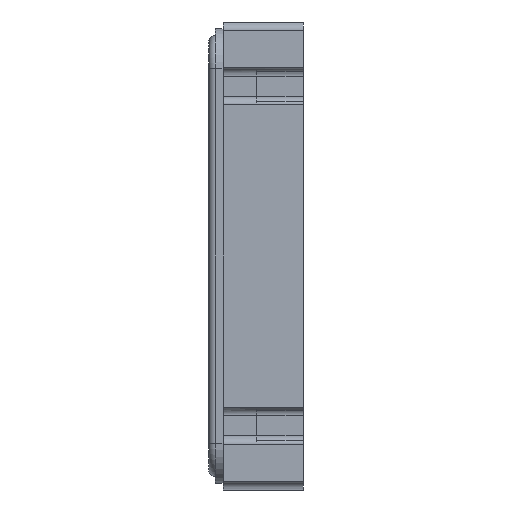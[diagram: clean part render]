
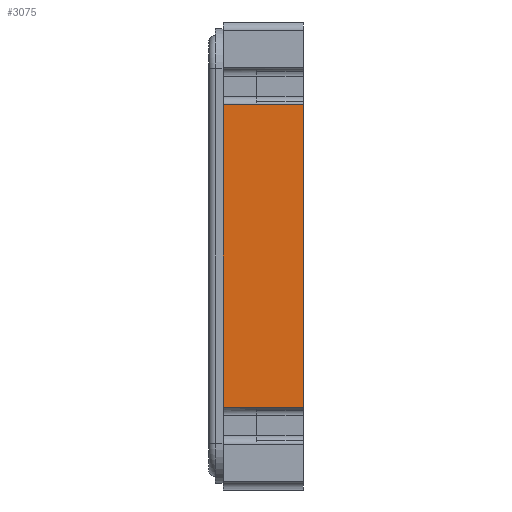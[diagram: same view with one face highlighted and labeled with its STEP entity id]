
A CAD part, left-side view. The second image highlights one B-rep face of the part: STEP entity #3075.
In plain terms, the highlighted planar face has unit normal (-1, 0, 0).
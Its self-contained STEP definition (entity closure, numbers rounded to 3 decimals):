
#45 = FACE_OUTER_BOUND ( 'NONE', #5495, .T. ) ;
#149 = EDGE_CURVE ( 'NONE', #1255, #422, #1521, .T. ) ;
#250 = EDGE_CURVE ( 'NONE', #2779, #2224, #1196, .T. ) ;
#400 = AXIS2_PLACEMENT_3D ( 'NONE', #4698, #496, #4728 ) ;
#422 = VERTEX_POINT ( 'NONE', #3816 ) ;
#496 = DIRECTION ( 'NONE',  ( 1., 0., 0. ) ) ;
#696 = VECTOR ( 'NONE', #3895, 1000. ) ;
#821 = EDGE_CURVE ( 'NONE', #422, #2224, #2673, .T. ) ;
#923 = CARTESIAN_POINT ( 'NONE',  ( -2.5, 1.2, 2.265 ) ) ;
#930 = PLANE ( 'NONE',  #400 ) ;
#1022 = CARTESIAN_POINT ( 'NONE',  ( -2.5, 0., -2.265 ) ) ;
#1196 = LINE ( 'NONE', #4819, #5242 ) ;
#1255 = VERTEX_POINT ( 'NONE', #1022 ) ;
#1330 = DIRECTION ( 'NONE',  ( 0., 1., 0. ) ) ;
#1504 = CARTESIAN_POINT ( 'NONE',  ( -2.5, 1.415, -2.265 ) ) ;
#1521 = LINE ( 'NONE', #4791, #5341 ) ;
#1530 = ORIENTED_EDGE ( 'NONE', *, *, #149, .T. ) ;
#1586 = DIRECTION ( 'NONE',  ( 0., 0., 1. ) ) ;
#1614 = VECTOR ( 'NONE', #1330, 1000. ) ;
#2224 = VERTEX_POINT ( 'NONE', #923 ) ;
#2673 = LINE ( 'NONE', #4570, #1614 ) ;
#2682 = ORIENTED_EDGE ( 'NONE', *, *, #821, .T. ) ;
#2772 = EDGE_CURVE ( 'NONE', #2779, #1255, #2976, .T. ) ;
#2779 = VERTEX_POINT ( 'NONE', #3377 ) ;
#2891 = ORIENTED_EDGE ( 'NONE', *, *, #2772, .T. ) ;
#2976 = LINE ( 'NONE', #1504, #696 ) ;
#3075 = ADVANCED_FACE ( 'NONE', ( #45 ), #930, .F. ) ;
#3377 = CARTESIAN_POINT ( 'NONE',  ( -2.5, 1.2, -2.265 ) ) ;
#3397 = ORIENTED_EDGE ( 'NONE', *, *, #250, .F. ) ;
#3816 = CARTESIAN_POINT ( 'NONE',  ( -2.5, 0., 2.265 ) ) ;
#3895 = DIRECTION ( 'NONE',  ( 0., -1., 0. ) ) ;
#4570 = CARTESIAN_POINT ( 'NONE',  ( -2.5, 1.415, 2.265 ) ) ;
#4698 = CARTESIAN_POINT ( 'NONE',  ( -2.5, 1.2, 3.5 ) ) ;
#4728 = DIRECTION ( 'NONE',  ( 0., 0., -1. ) ) ;
#4791 = CARTESIAN_POINT ( 'NONE',  ( -2.5, 0., 3.5 ) ) ;
#4819 = CARTESIAN_POINT ( 'NONE',  ( -2.5, 1.2, 3.5 ) ) ;
#5242 = VECTOR ( 'NONE', #1586, 1000. ) ;
#5246 = DIRECTION ( 'NONE',  ( 0., 0., 1. ) ) ;
#5341 = VECTOR ( 'NONE', #5246, 1000. ) ;
#5495 = EDGE_LOOP ( 'NONE', ( #3397, #2891, #1530, #2682 ) ) ;
